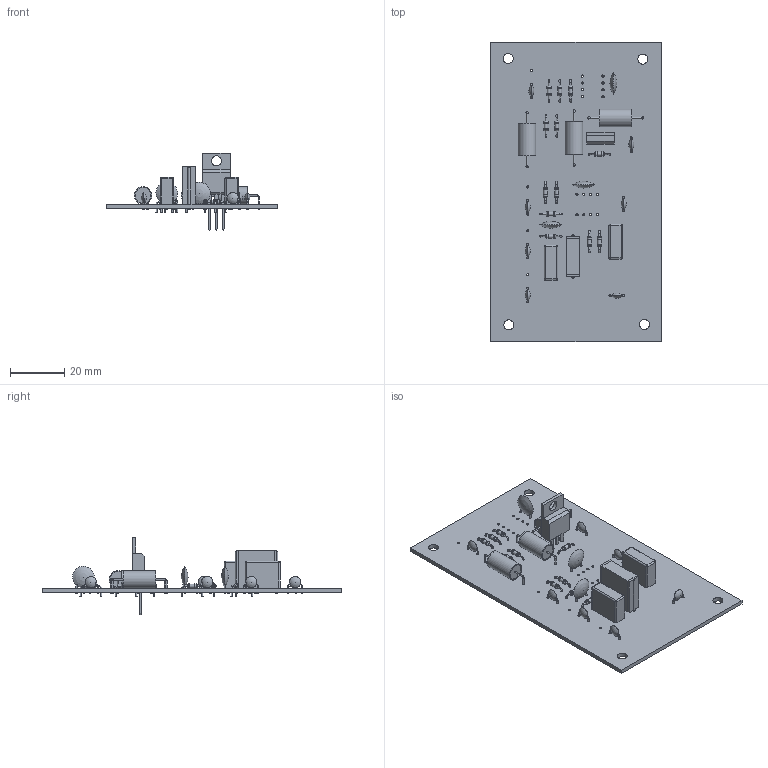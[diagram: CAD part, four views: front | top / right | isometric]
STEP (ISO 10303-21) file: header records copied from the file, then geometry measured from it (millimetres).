
FILE_DESCRIPTION(('KiCad electronic assembly'),'2;1');
FILE_NAME('guitar_amp.step','2025-07-10T15:42:21',('Pcbnew'),('Kicad'), 'Open CASCADE STEP processor 7.8','KiCad to STEP converter','Unknown' );
FILE_SCHEMA(('AUTOMOTIVE_DESIGN { 1 0 10303 214 1 1 1 1 }'));
Length unit declared in the file: millimetre
Products named in the file (9): guitar_amp 1; C_Disc_D4.3mm_W1.9mm_P5.00mm; C_Axial_L12.0mm_D6.5mm_P20.00mm_Horizontal; R_Axial_DIN0204_L3.6mm_D1.6mm_P7.62mm_Horizontal; C_Disc_D8.0mm_W2.5mm_P5.00mm; C_Rect_L16.5mm_W5.0mm_P15.00mm_MKT; C_Rect_L13.0mm_W5.0mm_P10.00mm_FKS3_FKP3_MKS4; TO-220-3_Vertical; guitar_amp_PCB
Assembly tree (30 placements, depth 2):
  guitar_amp 1
    C_Disc_D4.3mm_W1.9mm_P5.00mm  x7
    C_Axial_L12.0mm_D6.5mm_P20.00mm_Horizontal  x3
    R_Axial_DIN0204_L3.6mm_D1.6mm_P7.62mm_Horizontal  x12
    C_Disc_D8.0mm_W2.5mm_P5.00mm  x3
    C_Rect_L16.5mm_W5.0mm_P15.00mm_MKT
    C_Rect_L13.0mm_W5.0mm_P10.00mm_FKS3_FKP3_MKS4  x2
    TO-220-3_Vertical
    guitar_amp_PCB
Bounding box: 63 x 110.8 x 28.52 mm (x, y, z)
Volume: 14810.7 mm3; surface area: 19172.9 mm2
Topology: 30 solids, 30 shells, 540 faces, 1167 edges, 725 vertices
Faces by surface type: cylinder 245, plane 199, torus 48, sphere 28, revolution 20
Full cylindrical faces by diameter (mm): 0.5 x94, 0.7 x28, 0.8 x48, 1 x4, 1.1 x5, 1.44 x12, 1.6 x24, 3.7 x4, 3.735 x1, 5.85 x6, 6.5 x3
Entity records: 9069 total; most frequent: CARTESIAN_POINT 1653, DIRECTION 1349, ORIENTED_EDGE 1168, EDGE_CURVE 584, AXIS2_PLACEMENT_3D 513, FACE_BOUND 409, EDGE_LOOP 409, VERTEX_POINT 383
